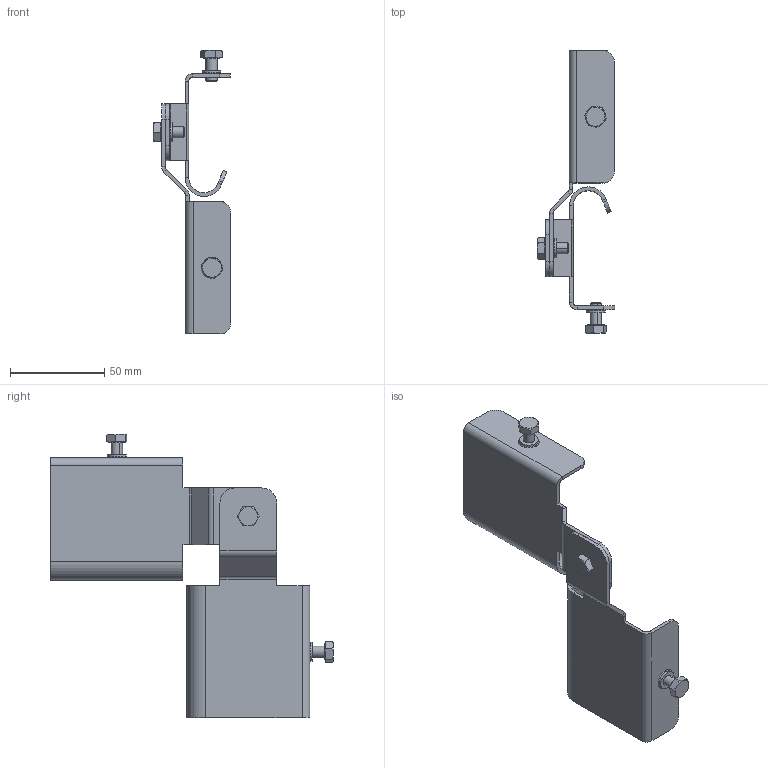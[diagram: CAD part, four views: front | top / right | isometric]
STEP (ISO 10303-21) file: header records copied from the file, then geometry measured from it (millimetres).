
FILE_DESCRIPTION (( 'STEP AP203' ), '1' );
FILE_NAME ('10-02-1590.STEP', '2013-05-02T12:40:39', ( 'asennus' ), ( '' ), 'SwSTEP 2.0', 'SolidWorks 2013', '' );
FILE_SCHEMA (( 'CONFIG_CONTROL_DESIGN' ));
Length unit declared in the file: millimetre
Products named in the file (1): 10-02-1590
Bounding box: 41.07 x 149.55 x 150.24 mm (x, y, z)
Surface area: 40646.9 mm2 (no closed solid volume)
Topology: 0 solids, 8 shells, 197 faces, 458 edges, 280 vertices
Faces by surface type: plane 101, cylinder 60, cone 24, bspline 12
Entity records: 6440 total; most frequent: CARTESIAN_POINT 1932, DIRECTION 938, ORIENTED_EDGE 904, EDGE_CURVE 458, AXIS2_PLACEMENT_3D 354, VERTEX_POINT 280, LINE 230, VECTOR 230
